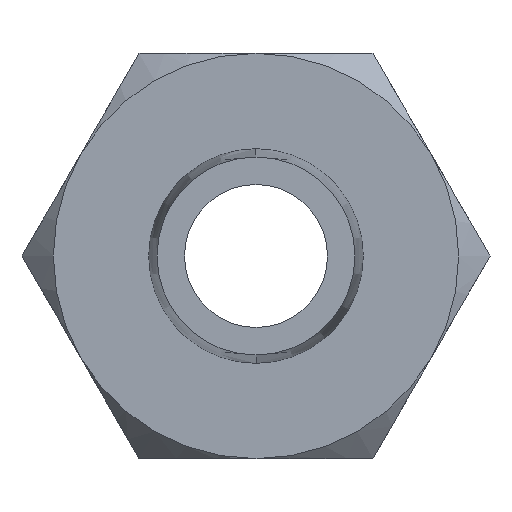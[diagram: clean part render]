
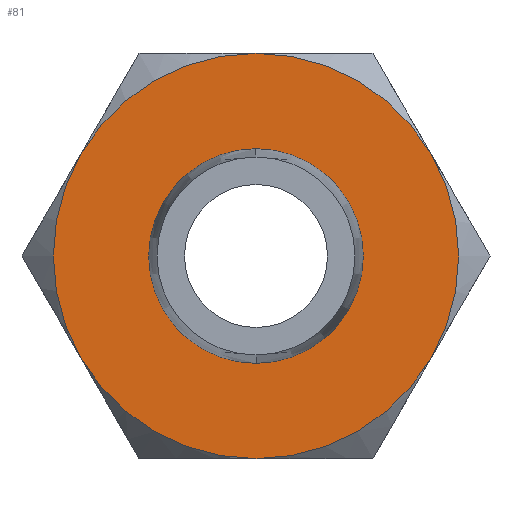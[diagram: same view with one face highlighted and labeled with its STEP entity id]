
A CAD part, left-side view. The second image highlights one B-rep face of the part: STEP entity #81.
In plain terms, the highlighted planar face has unit normal (-1, 0, 0).
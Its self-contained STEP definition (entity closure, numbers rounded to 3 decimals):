
#23 = CARTESIAN_POINT ( 'NONE',  ( 15., -7.361, 4.25 ) ) ;
#24 = CARTESIAN_POINT ( 'NONE',  ( 15., 0., 0. ) ) ;
#49 = CIRCLE ( 'NONE', #469, 8.5 ) ;
#50 = AXIS2_PLACEMENT_3D ( 'NONE', #863, #509, #860 ) ;
#64 = AXIS2_PLACEMENT_3D ( 'NONE', #745, #575, #65 ) ;
#65 = DIRECTION ( 'NONE',  ( 0., 0., -1. ) ) ;
#81 = ADVANCED_FACE ( 'NONE', ( #270, #616 ), #171, .F. ) ;
#108 = DIRECTION ( 'NONE',  ( 1., 0., 0. ) ) ;
#114 = DIRECTION ( 'NONE',  ( 0., 0., -1. ) ) ;
#116 = CARTESIAN_POINT ( 'NONE',  ( 15., 0., 4.5 ) ) ;
#143 = DIRECTION ( 'NONE',  ( 0., 0., 1. ) ) ;
#170 = EDGE_CURVE ( 'NONE', #726, #849, #433, .T. ) ;
#171 = PLANE ( 'NONE',  #50 ) ;
#187 = DIRECTION ( 'NONE',  ( 1., 0., 0. ) ) ;
#197 = EDGE_CURVE ( 'NONE', #241, #1116, #535, .T. ) ;
#200 = EDGE_CURVE ( 'NONE', #919, #1116, #449, .T. ) ;
#202 = AXIS2_PLACEMENT_3D ( 'NONE', #965, #187, #957 ) ;
#223 = AXIS2_PLACEMENT_3D ( 'NONE', #963, #273, #549 ) ;
#233 = CARTESIAN_POINT ( 'NONE',  ( 15., 0., 0. ) ) ;
#241 = VERTEX_POINT ( 'NONE', #946 ) ;
#243 = CIRCLE ( 'NONE', #223, 8.5 ) ;
#249 = DIRECTION ( 'NONE',  ( 0., 0., 1. ) ) ;
#250 = ORIENTED_EDGE ( 'NONE', *, *, #1046, .F. ) ;
#270 = FACE_BOUND ( 'NONE', #936, .T. ) ;
#273 = DIRECTION ( 'NONE',  ( 1., 0., 0. ) ) ;
#304 = ORIENTED_EDGE ( 'NONE', *, *, #305, .F. ) ;
#305 = EDGE_CURVE ( 'NONE', #919, #761, #416, .T. ) ;
#310 = CIRCLE ( 'NONE', #1005, 8.5 ) ;
#324 = CARTESIAN_POINT ( 'NONE',  ( 15., 0., 0. ) ) ;
#332 = CARTESIAN_POINT ( 'NONE',  ( 15., 0., -4.5 ) ) ;
#386 = ORIENTED_EDGE ( 'NONE', *, *, #461, .F. ) ;
#409 = CARTESIAN_POINT ( 'NONE',  ( 15., -7.361, -4.25 ) ) ;
#411 = VERTEX_POINT ( 'NONE', #409 ) ;
#416 = CIRCLE ( 'NONE', #202, 8.5 ) ;
#426 = DIRECTION ( 'NONE',  ( 1., 0., 0. ) ) ;
#433 = CIRCLE ( 'NONE', #867, 4.5 ) ;
#438 = VERTEX_POINT ( 'NONE', #553 ) ;
#449 = CIRCLE ( 'NONE', #465, 8.5 ) ;
#461 = EDGE_CURVE ( 'NONE', #849, #726, #611, .T. ) ;
#465 = AXIS2_PLACEMENT_3D ( 'NONE', #840, #588, #249 ) ;
#467 = CARTESIAN_POINT ( 'NONE',  ( 15., 7.361, 4.25 ) ) ;
#469 = AXIS2_PLACEMENT_3D ( 'NONE', #24, #108, #615 ) ;
#509 = DIRECTION ( 'NONE',  ( 1., 0., 0. ) ) ;
#535 = CIRCLE ( 'NONE', #64, 8.5 ) ;
#549 = DIRECTION ( 'NONE',  ( 0., 0., -1. ) ) ;
#553 = CARTESIAN_POINT ( 'NONE',  ( 15., 0., -8.5 ) ) ;
#558 = EDGE_LOOP ( 'NONE', ( #250, #917, #641, #304, #913, #883 ) ) ;
#559 = DIRECTION ( 'NONE',  ( -1., 0., 0. ) ) ;
#575 = DIRECTION ( 'NONE',  ( 1., 0., 0. ) ) ;
#588 = DIRECTION ( 'NONE',  ( -1., 0., 0. ) ) ;
#598 = CARTESIAN_POINT ( 'NONE',  ( 15., 0., 8.5 ) ) ;
#611 = CIRCLE ( 'NONE', #792, 4.5 ) ;
#615 = DIRECTION ( 'NONE',  ( 0., 0., -1. ) ) ;
#616 = FACE_OUTER_BOUND ( 'NONE', #558, .T. ) ;
#641 = ORIENTED_EDGE ( 'NONE', *, *, #998, .F. ) ;
#648 = DIRECTION ( 'NONE',  ( -1., 0., 0. ) ) ;
#726 = VERTEX_POINT ( 'NONE', #116 ) ;
#745 = CARTESIAN_POINT ( 'NONE',  ( 15., 0., 0. ) ) ;
#761 = VERTEX_POINT ( 'NONE', #23 ) ;
#772 = CARTESIAN_POINT ( 'NONE',  ( 15., 0., 0. ) ) ;
#792 = AXIS2_PLACEMENT_3D ( 'NONE', #324, #559, #143 ) ;
#821 = DIRECTION ( 'NONE',  ( 0., 0., 1. ) ) ;
#840 = CARTESIAN_POINT ( 'NONE',  ( 15., 0., 0. ) ) ;
#849 = VERTEX_POINT ( 'NONE', #332 ) ;
#860 = DIRECTION ( 'NONE',  ( 0., 0., -1. ) ) ;
#863 = CARTESIAN_POINT ( 'NONE',  ( 15., 0., 0. ) ) ;
#867 = AXIS2_PLACEMENT_3D ( 'NONE', #233, #648, #821 ) ;
#883 = ORIENTED_EDGE ( 'NONE', *, *, #197, .F. ) ;
#913 = ORIENTED_EDGE ( 'NONE', *, *, #200, .T. ) ;
#917 = ORIENTED_EDGE ( 'NONE', *, *, #1066, .F. ) ;
#919 = VERTEX_POINT ( 'NONE', #598 ) ;
#936 = EDGE_LOOP ( 'NONE', ( #1101, #386 ) ) ;
#946 = CARTESIAN_POINT ( 'NONE',  ( 15., 7.361, -4.25 ) ) ;
#957 = DIRECTION ( 'NONE',  ( 0., 0., -1. ) ) ;
#963 = CARTESIAN_POINT ( 'NONE',  ( 15., 0., 0. ) ) ;
#965 = CARTESIAN_POINT ( 'NONE',  ( 15., 0., 0. ) ) ;
#998 = EDGE_CURVE ( 'NONE', #761, #411, #49, .T. ) ;
#1005 = AXIS2_PLACEMENT_3D ( 'NONE', #772, #426, #114 ) ;
#1046 = EDGE_CURVE ( 'NONE', #438, #241, #310, .T. ) ;
#1066 = EDGE_CURVE ( 'NONE', #411, #438, #243, .T. ) ;
#1101 = ORIENTED_EDGE ( 'NONE', *, *, #170, .F. ) ;
#1116 = VERTEX_POINT ( 'NONE', #467 ) ;
